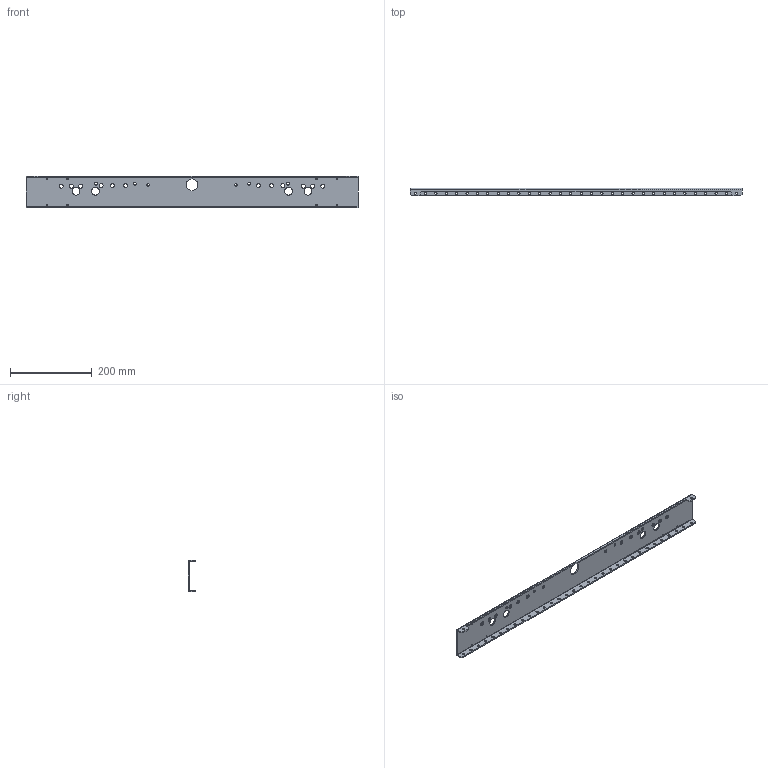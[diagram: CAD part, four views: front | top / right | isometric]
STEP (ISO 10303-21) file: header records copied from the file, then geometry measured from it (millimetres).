
FILE_DESCRIPTION (( 'STEP AP214' ), '1' );
FILE_NAME ('am-2951 AM14U2 Outside Sheet.STEP', '2014-12-18T22:21:40', ( '' ), ( '' ), 'SwSTEP 2.0', 'SolidWorks 2014', '' );
FILE_SCHEMA (( 'AUTOMOTIVE_DESIGN' ));
Length unit declared in the file: inch
Products named in the file (1): am-2951 AM14U2 Outside Sheet
Bounding box: 812.8 x 19.05 x 77.72 mm (x, y, z)
Volume: 238701.9 mm3; surface area: 160843.7 mm2
Topology: 1 solids, 1 shells, 164 faces, 470 edges, 308 vertices
Faces by surface type: cylinder 134, plane 30
Entity records: 5794 total; most frequent: DIRECTION 1068, CARTESIAN_POINT 943, ORIENTED_EDGE 940, EDGE_CURVE 470, AXIS2_PLACEMENT_3D 433, VERTEX_POINT 308, EDGE_LOOP 294, CIRCLE 268
